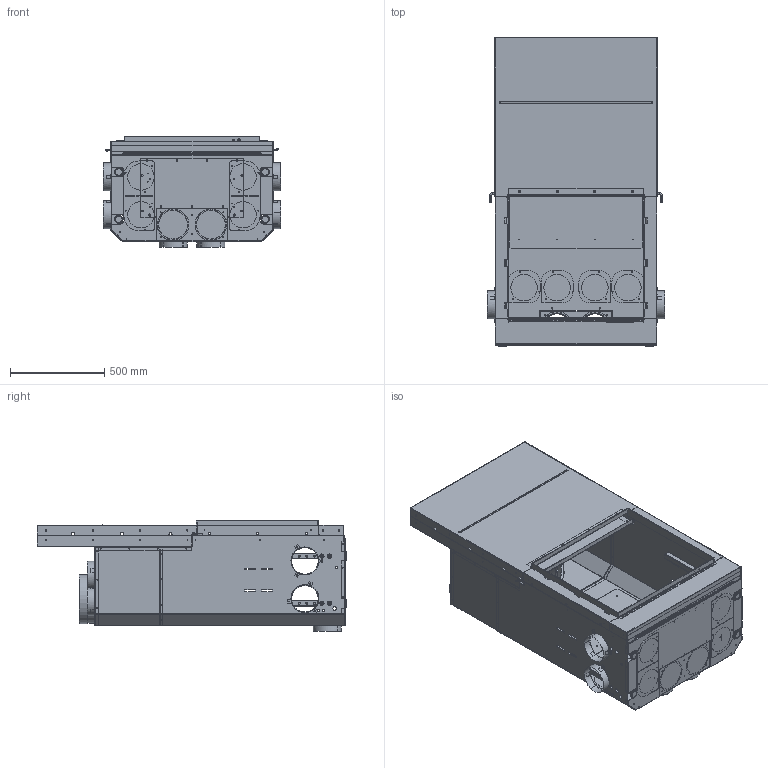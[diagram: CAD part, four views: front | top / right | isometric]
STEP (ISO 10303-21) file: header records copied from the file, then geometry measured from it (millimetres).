
FILE_DESCRIPTION (( 'STEP AP214' ), '1' );
FILE_NAME ('W71 62F.STEP', '2020-03-02T09:40:19', ( '' ), ( '' ), 'SwSTEP 2.0', 'SolidWorks 2018', '' );
FILE_SCHEMA (( 'AUTOMOTIVE_DESIGN' ));
Length unit declared in the file: millimetre
Products named in the file (1): W71 62F
Bounding box: 937 x 1637.5 x 586.8 mm (x, y, z)
Volume: 10328976.6 mm3; surface area: 13849749.4 mm2
Topology: 93 solids, 93 shells, 3443 faces, 8971 edges, 5732 vertices
Faces by surface type: plane 1669, cylinder 1654, bspline 60, torus 36, cone 24
Full cylindrical faces by diameter (mm): 232 x1, 236 x1, 250 x1, 254 x1, 256 x1, 260 x1
Entity records: 148488 total; most frequent: CARTESIAN_POINT 20765, DIRECTION 19124, ORIENTED_EDGE 17938, EDGE_CURVE 8969, AXIS2_PLACEMENT_3D 6924, VERTEX_POINT 5732, LINE 5276, VECTOR 5276
